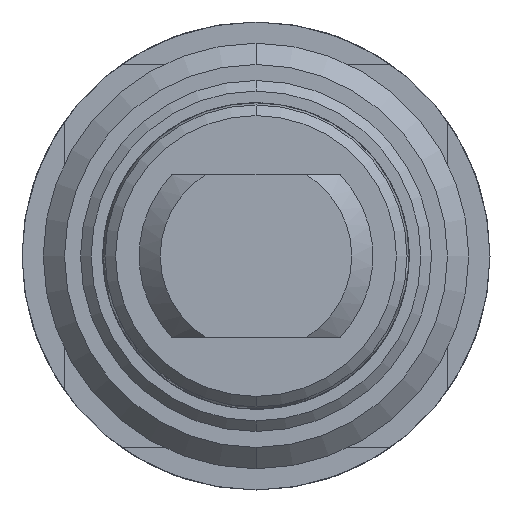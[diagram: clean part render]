
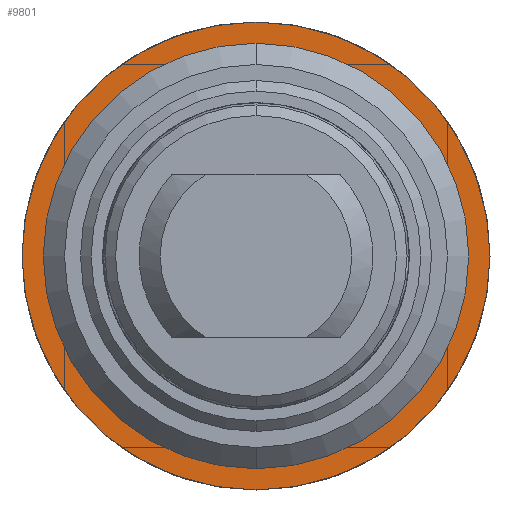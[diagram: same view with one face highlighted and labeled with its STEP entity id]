
A CAD part, front view. The second image highlights one B-rep face of the part: STEP entity #9801.
In plain terms, the highlighted planar face has unit normal (0, -1, 0).
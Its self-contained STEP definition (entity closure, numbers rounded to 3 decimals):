
#943 = VERTEX_POINT ( 'NONE', #16670 ) ;
#1003 = VERTEX_POINT ( 'NONE', #15293 ) ;
#1264 = DIRECTION ( 'NONE',  ( 0., 0., -1. ) ) ;
#1402 = EDGE_LOOP ( 'NONE', ( #10663, #9329 ) ) ;
#1903 = DIRECTION ( 'NONE',  ( 0., -1., 0. ) ) ;
#2055 = EDGE_CURVE ( 'Defeature ausgef�hrt2_29+Defeature ausgef�hrt2_30+Defeature ausgef�hrt2_30+Defeature ausgef�hrt2_30', #14246, #943, #9703, .T. ) ;
#4519 = AXIS2_PLACEMENT_3D ( 'NONE', #8297, #11146, #12615 ) ;
#5006 = AXIS2_PLACEMENT_3D ( 'NONE', #11715, #1903, #17413 ) ;
#5166 = FACE_OUTER_BOUND ( 'NONE', #14196, .T. ) ;
#5587 = VERTEX_POINT ( 'NONE', #6308 ) ;
#5813 = AXIS2_PLACEMENT_3D ( 'NONE', #13630, #9530, #13808 ) ;
#6308 = CARTESIAN_POINT ( 'NONE',  ( 0., 0., 0.9 ) ) ;
#6538 = DIRECTION ( 'NONE',  ( 0., -1., 0. ) ) ;
#6748 = FACE_BOUND ( 'NONE', #1402, .T. ) ;
#6998 = CARTESIAN_POINT ( 'NONE',  ( 1.1, 0., 0. ) ) ;
#7139 = AXIS2_PLACEMENT_3D ( 'NONE', #9492, #6538, #17870 ) ;
#7142 = ORIENTED_EDGE ( 'NONE', *, *, #11751, .T. ) ;
#7480 = AXIS2_PLACEMENT_3D ( 'NONE', #6998, #18193, #1264 ) ;
#8222 = PLANE ( 'NONE',  #7480 ) ;
#8297 = CARTESIAN_POINT ( 'NONE',  ( 0., 0., 0. ) ) ;
#9329 = ORIENTED_EDGE ( 'NONE', *, *, #13983, .F. ) ;
#9492 = CARTESIAN_POINT ( 'NONE',  ( 0., 0., 0. ) ) ;
#9530 = DIRECTION ( 'NONE',  ( 0., -1., 0. ) ) ;
#9571 = CIRCLE ( 'NONE', #4519, 1.1 ) ;
#9703 = CIRCLE ( 'NONE', #7139, 1.1 ) ;
#9801 = ADVANCED_FACE ( 'Defeature ausgef�hrt2_29', ( #5166, #6748 ), #8222, .T. ) ;
#10244 = CIRCLE ( 'NONE', #5813, 0.9 ) ;
#10663 = ORIENTED_EDGE ( 'NONE', *, *, #11305, .F. ) ;
#10845 = CARTESIAN_POINT ( 'NONE',  ( 0., 0., 1.1 ) ) ;
#11146 = DIRECTION ( 'NONE',  ( 0., -1., 0. ) ) ;
#11305 = EDGE_CURVE ( 'Defeature ausgef�hrt2_20+Defeature ausgef�hrt2_29+Defeature ausgef�hrt2_29+Defeature ausgef�hrt2_29', #1003, #5587, #10244, .T. ) ;
#11715 = CARTESIAN_POINT ( 'NONE',  ( 0., 0., 0. ) ) ;
#11751 = EDGE_CURVE ( 'Defeature ausgef�hrt2_29+Defeature ausgef�hrt2_30+Defeature ausgef�hrt2_30+Defeature ausgef�hrt2_30', #943, #14246, #9571, .T. ) ;
#12615 = DIRECTION ( 'NONE',  ( 0., 0., -1. ) ) ;
#13630 = CARTESIAN_POINT ( 'NONE',  ( 0., 0., 0. ) ) ;
#13760 = CIRCLE ( 'NONE', #5006, 0.9 ) ;
#13808 = DIRECTION ( 'NONE',  ( 0., 0., -1. ) ) ;
#13983 = EDGE_CURVE ( 'Defeature ausgef�hrt2_20+Defeature ausgef�hrt2_29+Defeature ausgef�hrt2_29+Defeature ausgef�hrt2_29', #5587, #1003, #13760, .T. ) ;
#14196 = EDGE_LOOP ( 'NONE', ( #7142, #17798 ) ) ;
#14246 = VERTEX_POINT ( 'NONE', #10845 ) ;
#15293 = CARTESIAN_POINT ( 'NONE',  ( 0., 0., -0.9 ) ) ;
#16670 = CARTESIAN_POINT ( 'NONE',  ( 0., 0., -1.1 ) ) ;
#17413 = DIRECTION ( 'NONE',  ( 0., 0., -1. ) ) ;
#17798 = ORIENTED_EDGE ( 'NONE', *, *, #2055, .T. ) ;
#17870 = DIRECTION ( 'NONE',  ( 0., 0., -1. ) ) ;
#18193 = DIRECTION ( 'NONE',  ( 0., -1., 0. ) ) ;
